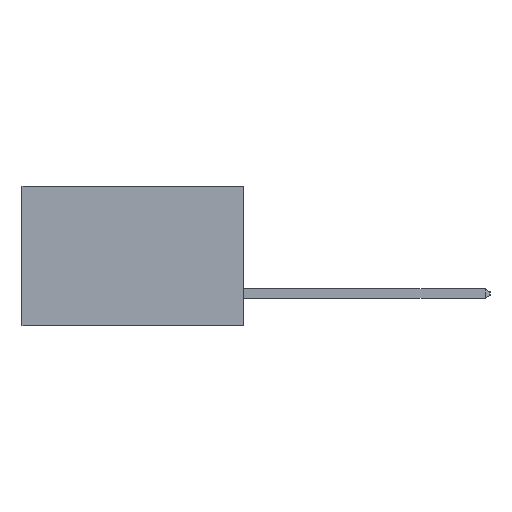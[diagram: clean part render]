
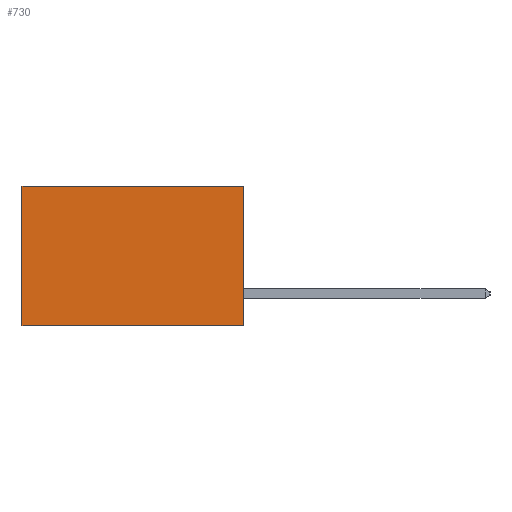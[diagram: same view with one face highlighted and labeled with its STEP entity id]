
A CAD part, left-side view. The second image highlights one B-rep face of the part: STEP entity #730.
In plain terms, the highlighted planar face has unit normal (-1, 0, 0).
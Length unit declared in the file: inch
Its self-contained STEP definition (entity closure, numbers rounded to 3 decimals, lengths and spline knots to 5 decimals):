
#718 = EDGE_LOOP ( 'NONE', ( #4454, #11832, #15279, #1745 ) ) ;
#730 = ADVANCED_FACE ( 'NONE', ( #10331 ), #15592, .F. ) ;
#872 = VERTEX_POINT ( 'NONE', #15015 ) ;
#1225 = DIRECTION ( 'NONE',  ( 0., 0., -1. ) ) ;
#1307 = CARTESIAN_POINT ( 'NONE',  ( 0.277, 0.59, -0.37 ) ) ;
#1426 = DIRECTION ( 'NONE',  ( 0., 0., -1. ) ) ;
#1745 = ORIENTED_EDGE ( 'NONE', *, *, #4663, .T. ) ;
#2589 = AXIS2_PLACEMENT_3D ( 'NONE', #17990, #15644, #15642 ) ;
#3087 = EDGE_CURVE ( 'NONE', #16100, #12723, #14204, .T. ) ;
#4454 = ORIENTED_EDGE ( 'NONE', *, *, #4907, .T. ) ;
#4663 = EDGE_CURVE ( 'NONE', #872, #11701, #9409, .T. ) ;
#4907 = EDGE_CURVE ( 'NONE', #11701, #12723, #11037, .T. ) ;
#6233 = DIRECTION ( 'NONE',  ( 0., 1., 0. ) ) ;
#6275 = CARTESIAN_POINT ( 'NONE',  ( 0.277, 0., 0. ) ) ;
#6945 = CARTESIAN_POINT ( 'NONE',  ( 0.277, 0.59, -0.37 ) ) ;
#9409 = LINE ( 'NONE', #6275, #15947 ) ;
#10331 = FACE_OUTER_BOUND ( 'NONE', #718, .T. ) ;
#10411 = DIRECTION ( 'NONE',  ( 0., 1., 0. ) ) ;
#10617 = CARTESIAN_POINT ( 'NONE',  ( 0.277, 0.59, 0. ) ) ;
#10741 = LINE ( 'NONE', #16486, #17218 ) ;
#10785 = VECTOR ( 'NONE', #10411, 39.37008 ) ;
#10941 = CARTESIAN_POINT ( 'NONE',  ( 0.277, 0., -0.37 ) ) ;
#11037 = LINE ( 'NONE', #1307, #13893 ) ;
#11701 = VERTEX_POINT ( 'NONE', #10617 ) ;
#11832 = ORIENTED_EDGE ( 'NONE', *, *, #3087, .F. ) ;
#12723 = VERTEX_POINT ( 'NONE', #6945 ) ;
#13893 = VECTOR ( 'NONE', #1426, 39.37008 ) ;
#14204 = LINE ( 'NONE', #10941, #10785 ) ;
#14988 = CARTESIAN_POINT ( 'NONE',  ( 0.277, 0., -0.37 ) ) ;
#15015 = CARTESIAN_POINT ( 'NONE',  ( 0.277, 0., 0. ) ) ;
#15279 = ORIENTED_EDGE ( 'NONE', *, *, #17980, .F. ) ;
#15592 = PLANE ( 'NONE',  #2589 ) ;
#15642 = DIRECTION ( 'NONE',  ( 0., 0., -1. ) ) ;
#15644 = DIRECTION ( 'NONE',  ( 1., 0., 0. ) ) ;
#15947 = VECTOR ( 'NONE', #6233, 39.37008 ) ;
#16100 = VERTEX_POINT ( 'NONE', #14988 ) ;
#16486 = CARTESIAN_POINT ( 'NONE',  ( 0.277, 0., -0.37 ) ) ;
#17218 = VECTOR ( 'NONE', #1225, 39.37008 ) ;
#17980 = EDGE_CURVE ( 'NONE', #872, #16100, #10741, .T. ) ;
#17990 = CARTESIAN_POINT ( 'NONE',  ( 0.277, 0., -0.37 ) ) ;
